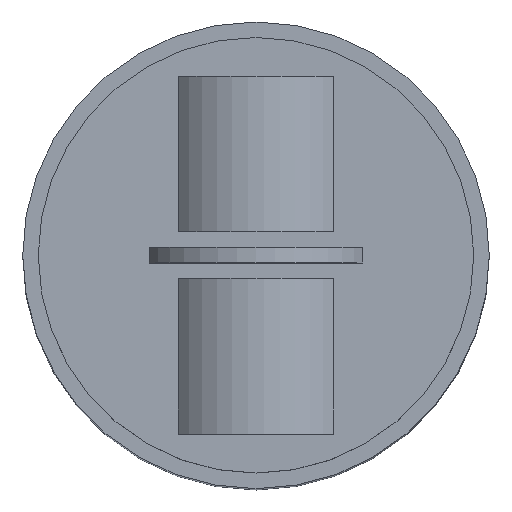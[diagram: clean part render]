
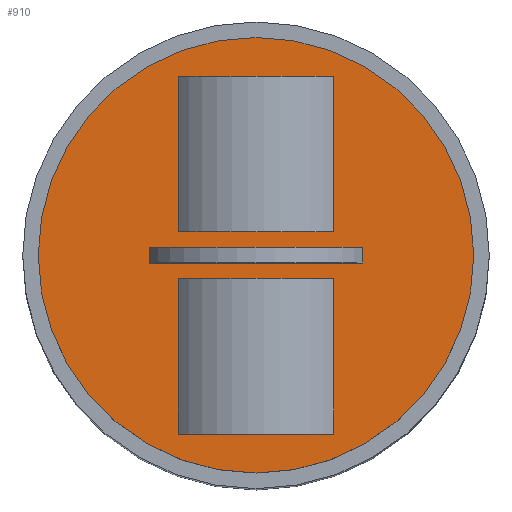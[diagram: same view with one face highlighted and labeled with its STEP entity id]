
A CAD part, top view. The second image highlights one B-rep face of the part: STEP entity #910.
In plain terms, the highlighted planar face has unit normal (0, 0, 1).
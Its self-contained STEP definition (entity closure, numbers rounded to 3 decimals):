
#271=CARTESIAN_POINT('',(0.,0.,3.));
#272=DIRECTION('',(0.,0.,1.));
#273=DIRECTION('',(1.,0.,0.));
#274=AXIS2_PLACEMENT_3D('',#271,#272,#273);
#279=CARTESIAN_POINT('',(0.,0.,3.));
#280=DIRECTION('',(0.,0.,1.));
#281=DIRECTION('',(-1.,0.,0.));
#282=AXIS2_PLACEMENT_3D('',#279,#280,#281);
#287=DIRECTION('',(1.,0.,0.));
#288=VECTOR('',#287,10.);
#289=CARTESIAN_POINT('',(-5.,1.5,3.));
#290=LINE('',#289,#288);
#294=DIRECTION('',(0.,1.,0.));
#295=VECTOR('',#294,10.);
#296=CARTESIAN_POINT('',(5.,1.5,3.));
#297=LINE('',#296,#295);
#301=DIRECTION('',(1.,0.,0.));
#302=VECTOR('',#301,10.);
#303=CARTESIAN_POINT('',(-5.,11.5,3.));
#304=LINE('',#303,#302);
#308=DIRECTION('',(0.,1.,0.));
#309=VECTOR('',#308,10.);
#310=CARTESIAN_POINT('',(-5.,1.5,3.));
#311=LINE('',#310,#309);
#315=DIRECTION('',(1.,0.,0.));
#316=VECTOR('',#315,10.);
#317=CARTESIAN_POINT('',(-5.,-1.5,3.));
#318=LINE('',#317,#316);
#322=DIRECTION('',(0.,-1.,0.));
#323=VECTOR('',#322,10.);
#324=CARTESIAN_POINT('',(-5.,-1.5,3.));
#325=LINE('',#324,#323);
#329=DIRECTION('',(1.,0.,0.));
#330=VECTOR('',#329,10.);
#331=CARTESIAN_POINT('',(-5.,-11.5,3.));
#332=LINE('',#331,#330);
#336=DIRECTION('',(0.,-1.,0.));
#337=VECTOR('',#336,10.);
#338=CARTESIAN_POINT('',(5.,-1.5,3.));
#339=LINE('',#338,#337);
#343=DIRECTION('',(0.,1.,0.));
#344=VECTOR('',#343,1.);
#345=CARTESIAN_POINT('',(-6.874,-0.5,3.));
#346=LINE('',#345,#344);
#350=DIRECTION('',(1.,0.,0.));
#351=VECTOR('',#350,13.748);
#352=CARTESIAN_POINT('',(-6.874,-0.5,3.));
#353=LINE('',#352,#351);
#357=DIRECTION('',(0.,1.,0.));
#358=VECTOR('',#357,1.);
#359=CARTESIAN_POINT('',(6.874,-0.5,3.));
#360=LINE('',#359,#358);
#364=DIRECTION('',(1.,0.,0.));
#365=VECTOR('',#364,13.748);
#366=CARTESIAN_POINT('',(-6.874,0.5,3.));
#367=LINE('',#366,#365);
#519=CARTESIAN_POINT('',(14.,0.,3.));
#520=CARTESIAN_POINT('',(-14.,0.,3.));
#521=VERTEX_POINT('',#519);
#522=VERTEX_POINT('',#520);
#535=CARTESIAN_POINT('',(-5.,1.5,3.));
#536=CARTESIAN_POINT('',(5.,1.5,3.));
#537=VERTEX_POINT('',#535);
#538=VERTEX_POINT('',#536);
#539=CARTESIAN_POINT('',(-5.,11.5,3.));
#540=CARTESIAN_POINT('',(5.,11.5,3.));
#541=VERTEX_POINT('',#539);
#542=VERTEX_POINT('',#540);
#551=CARTESIAN_POINT('',(-5.,-1.5,3.));
#552=CARTESIAN_POINT('',(5.,-1.5,3.));
#553=VERTEX_POINT('',#551);
#554=VERTEX_POINT('',#552);
#555=CARTESIAN_POINT('',(-5.,-11.5,3.));
#556=CARTESIAN_POINT('',(5.,-11.5,3.));
#557=VERTEX_POINT('',#555);
#558=VERTEX_POINT('',#556);
#559=CARTESIAN_POINT('',(-6.874,-0.5,3.));
#560=CARTESIAN_POINT('',(-6.874,0.5,3.));
#561=VERTEX_POINT('',#559);
#562=VERTEX_POINT('',#560);
#563=CARTESIAN_POINT('',(6.874,-0.5,3.));
#564=CARTESIAN_POINT('',(6.874,0.5,3.));
#565=VERTEX_POINT('',#563);
#566=VERTEX_POINT('',#564);
#871=CARTESIAN_POINT('',(0.,0.,3.));
#872=DIRECTION('',(0.,0.,1.));
#873=DIRECTION('',(1.,0.,0.));
#874=AXIS2_PLACEMENT_3D('',#871,#872,#873);
#875=PLANE('',#874);
#876=ORIENTED_EDGE('',*,*,#851,.F.);
#877=ORIENTED_EDGE('',*,*,#865,.F.);
#878=EDGE_LOOP('',(#876,#877));
#879=FACE_OUTER_BOUND('',#878,.F.);
#881=ORIENTED_EDGE('',*,*,#880,.T.);
#883=ORIENTED_EDGE('',*,*,#882,.T.);
#885=ORIENTED_EDGE('',*,*,#884,.F.);
#887=ORIENTED_EDGE('',*,*,#886,.F.);
#888=EDGE_LOOP('',(#881,#883,#885,#887));
#889=FACE_BOUND('',#888,.F.);
#891=ORIENTED_EDGE('',*,*,#890,.F.);
#893=ORIENTED_EDGE('',*,*,#892,.T.);
#895=ORIENTED_EDGE('',*,*,#894,.T.);
#897=ORIENTED_EDGE('',*,*,#896,.F.);
#898=EDGE_LOOP('',(#891,#893,#895,#897));
#899=FACE_BOUND('',#898,.F.);
#901=ORIENTED_EDGE('',*,*,#900,.F.);
#903=ORIENTED_EDGE('',*,*,#902,.T.);
#905=ORIENTED_EDGE('',*,*,#904,.T.);
#907=ORIENTED_EDGE('',*,*,#906,.F.);
#908=EDGE_LOOP('',(#901,#903,#905,#907));
#909=FACE_BOUND('',#908,.F.);
#910=ADVANCED_FACE('',(#879,#889,#899,#909),#875,.T.);
#275=CIRCLE('',#274,14.);
#283=CIRCLE('',#282,14.);
#851=EDGE_CURVE('',#521,#522,#275,.T.);
#865=EDGE_CURVE('',#522,#521,#283,.T.);
#880=EDGE_CURVE('',#537,#538,#290,.T.);
#882=EDGE_CURVE('',#538,#542,#297,.T.);
#884=EDGE_CURVE('',#541,#542,#304,.T.);
#886=EDGE_CURVE('',#537,#541,#311,.T.);
#890=EDGE_CURVE('',#553,#554,#318,.T.);
#892=EDGE_CURVE('',#553,#557,#325,.T.);
#894=EDGE_CURVE('',#557,#558,#332,.T.);
#896=EDGE_CURVE('',#554,#558,#339,.T.);
#900=EDGE_CURVE('',#561,#562,#346,.T.);
#902=EDGE_CURVE('',#561,#565,#353,.T.);
#904=EDGE_CURVE('',#565,#566,#360,.T.);
#906=EDGE_CURVE('',#562,#566,#367,.T.);
